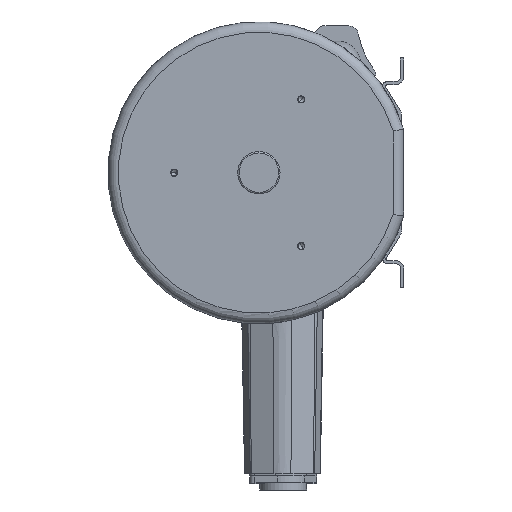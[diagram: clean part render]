
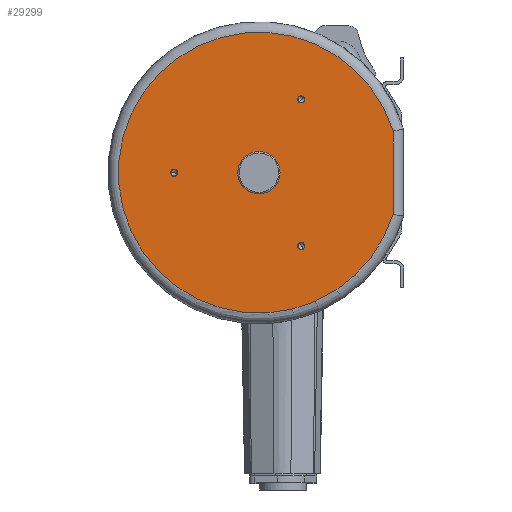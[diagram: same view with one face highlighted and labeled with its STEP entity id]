
A CAD part, left-side view. The second image highlights one B-rep face of the part: STEP entity #29299.
In plain terms, the highlighted planar face has unit normal (-1, 0, 0).
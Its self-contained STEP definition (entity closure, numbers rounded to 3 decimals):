
#11692=CARTESIAN_POINT('',(-225.,0.,0.));
#11693=DIRECTION('',(-1.,0.,0.));
#11694=DIRECTION('',(0.,-0.955,0.297));
#11695=AXIS2_PLACEMENT_3D('',#11692,#11693,#11694);
#11711=CARTESIAN_POINT('',(-225.,-190.,-59.169));
#11718=CARTESIAN_POINT('',(-225.,0.,0.));
#11719=DIRECTION('',(-1.,0.,0.));
#11720=DIRECTION('',(0.,0.,1.));
#11721=AXIS2_PLACEMENT_3D('',#11718,#11719,#11720);
#11723=CARTESIAN_POINT('',(-225.,0.,0.));
#11724=DIRECTION('',(-1.,0.,0.));
#11725=DIRECTION('',(0.,0.,-1.));
#11726=AXIS2_PLACEMENT_3D('',#11723,#11724,#11725);
#11728=DIRECTION('',(0.,0.,1.));
#11729=VECTOR('',#11728,118.338);
#11730=CARTESIAN_POINT('',(-225.,-190.,-59.169));
#11731=LINE('',#11730,#11729);
#11732=CARTESIAN_POINT('',(-225.,120.,0.));
#11733=DIRECTION('',(-1.,0.,0.));
#11734=DIRECTION('',(0.,1.,0.));
#11735=AXIS2_PLACEMENT_3D('',#11732,#11733,#11734);
#11737=CARTESIAN_POINT('',(-225.,120.,0.));
#11738=DIRECTION('',(-1.,0.,0.));
#11739=DIRECTION('',(0.,-1.,0.));
#11740=AXIS2_PLACEMENT_3D('',#11737,#11738,#11739);
#11742=CARTESIAN_POINT('',(-225.,-60.,-103.923));
#11743=DIRECTION('',(-1.,0.,0.));
#11744=DIRECTION('',(0.,-0.5,-0.866));
#11745=AXIS2_PLACEMENT_3D('',#11742,#11743,#11744);
#11747=CARTESIAN_POINT('',(-225.,-60.,-103.923));
#11748=DIRECTION('',(-1.,0.,0.));
#11749=DIRECTION('',(0.,0.5,0.866));
#11750=AXIS2_PLACEMENT_3D('',#11747,#11748,#11749);
#11752=CARTESIAN_POINT('',(-225.,-60.,103.923));
#11753=DIRECTION('',(-1.,0.,0.));
#11754=DIRECTION('',(0.,-0.5,0.866));
#11755=AXIS2_PLACEMENT_3D('',#11752,#11753,#11754);
#11757=CARTESIAN_POINT('',(-225.,-60.,103.923));
#11758=DIRECTION('',(-1.,0.,0.));
#11759=DIRECTION('',(0.,0.5,-0.866));
#11760=AXIS2_PLACEMENT_3D('',#11757,#11758,#11759);
#11814=CARTESIAN_POINT('',(-225.,-190.,59.169));
#13370=CARTESIAN_POINT('',(-225.,0.,30.));
#13371=CARTESIAN_POINT('',(-225.,0.,-30.));
#13372=VERTEX_POINT('',#13370);
#13373=VERTEX_POINT('',#13371);
#13479=VERTEX_POINT('',#11711);
#13481=VERTEX_POINT('',#11814);
#13660=CARTESIAN_POINT('',(-225.,124.5,0.));
#13661=CARTESIAN_POINT('',(-225.,115.5,0.));
#13662=VERTEX_POINT('',#13660);
#13663=VERTEX_POINT('',#13661);
#13670=CARTESIAN_POINT('',(-225.,-62.25,-107.82));
#13671=CARTESIAN_POINT('',(-225.,-57.75,-100.026));
#13672=VERTEX_POINT('',#13670);
#13673=VERTEX_POINT('',#13671);
#13680=CARTESIAN_POINT('',(-225.,-62.25,107.82));
#13681=CARTESIAN_POINT('',(-225.,-57.75,100.026));
#13682=VERTEX_POINT('',#13680);
#13683=VERTEX_POINT('',#13681);
#29265=CARTESIAN_POINT('',(-225.,0.,0.));
#29266=DIRECTION('',(1.,0.,0.));
#29267=DIRECTION('',(0.,0.,-1.));
#29268=AXIS2_PLACEMENT_3D('',#29265,#29266,#29267);
#29269=PLANE('',#29268);
#29271=ORIENTED_EDGE('',*,*,#29270,.F.);
#29272=ORIENTED_EDGE('',*,*,#29255,.F.);
#29273=EDGE_LOOP('',(#29271,#29272));
#29274=FACE_OUTER_BOUND('',#29273,.F.);
#29276=ORIENTED_EDGE('',*,*,#29275,.T.);
#29278=ORIENTED_EDGE('',*,*,#29277,.T.);
#29279=EDGE_LOOP('',(#29276,#29278));
#29280=FACE_BOUND('',#29279,.F.);
#29282=ORIENTED_EDGE('',*,*,#29281,.T.);
#29284=ORIENTED_EDGE('',*,*,#29283,.T.);
#29285=EDGE_LOOP('',(#29282,#29284));
#29286=FACE_BOUND('',#29285,.F.);
#29288=ORIENTED_EDGE('',*,*,#29287,.T.);
#29290=ORIENTED_EDGE('',*,*,#29289,.T.);
#29291=EDGE_LOOP('',(#29288,#29290));
#29292=FACE_BOUND('',#29291,.F.);
#29294=ORIENTED_EDGE('',*,*,#29293,.T.);
#29296=ORIENTED_EDGE('',*,*,#29295,.T.);
#29297=EDGE_LOOP('',(#29294,#29296));
#29298=FACE_BOUND('',#29297,.F.);
#29299=ADVANCED_FACE('',(#29274,#29280,#29286,#29292,#29298),#29269,.F.);
#11696=CIRCLE('',#11695,199.);
#11722=CIRCLE('',#11721,30.);
#11727=CIRCLE('',#11726,30.);
#11736=CIRCLE('',#11735,4.5);
#11741=CIRCLE('',#11740,4.5);
#11746=CIRCLE('',#11745,4.5);
#11751=CIRCLE('',#11750,4.5);
#11756=CIRCLE('',#11755,4.5);
#11761=CIRCLE('',#11760,4.5);
#29255=EDGE_CURVE('',#13481,#13479,#11696,.T.);
#29270=EDGE_CURVE('',#13479,#13481,#11731,.T.);
#29275=EDGE_CURVE('',#13372,#13373,#11722,.T.);
#29277=EDGE_CURVE('',#13373,#13372,#11727,.T.);
#29281=EDGE_CURVE('',#13662,#13663,#11736,.T.);
#29283=EDGE_CURVE('',#13663,#13662,#11741,.T.);
#29287=EDGE_CURVE('',#13672,#13673,#11746,.T.);
#29289=EDGE_CURVE('',#13673,#13672,#11751,.T.);
#29293=EDGE_CURVE('',#13682,#13683,#11756,.T.);
#29295=EDGE_CURVE('',#13683,#13682,#11761,.T.);
